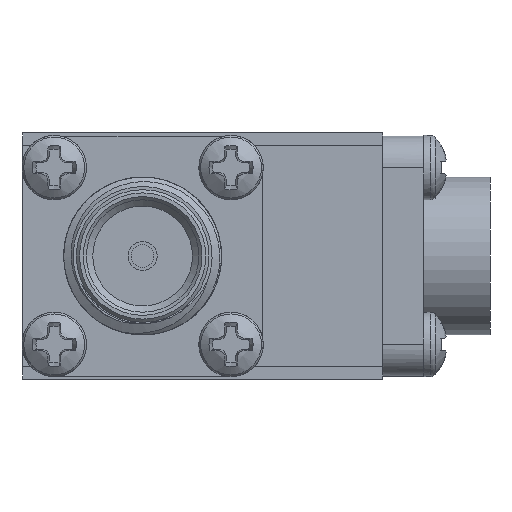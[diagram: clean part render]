
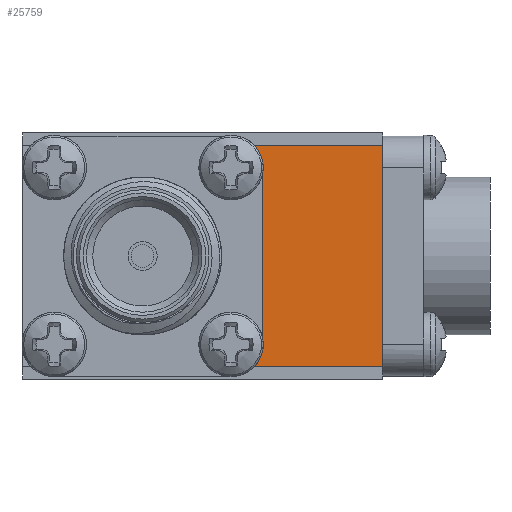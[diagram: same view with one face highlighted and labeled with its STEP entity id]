
A CAD part, left-side view. The second image highlights one B-rep face of the part: STEP entity #25759.
In plain terms, the highlighted planar face has unit normal (-1, 0, 0).
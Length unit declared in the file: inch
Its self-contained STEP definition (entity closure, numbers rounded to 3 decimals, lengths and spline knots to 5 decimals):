
#357 = CARTESIAN_POINT ( 'NONE',  ( -0.25, -0.08071, -0.175 ) ) ;
#366 = CARTESIAN_POINT ( 'NONE',  ( -0.25, -0.285, -0.175 ) ) ;
#405 = VERTEX_POINT ( 'NONE', #366 ) ;
#486 = DIRECTION ( 'NONE',  ( 0., 0., -1. ) ) ;
#837 = VERTEX_POINT ( 'NONE', #27388 ) ;
#895 = ORIENTED_EDGE ( 'NONE', *, *, #5296, .T. ) ;
#1455 = EDGE_CURVE ( 'NONE', #3270, #405, #25040, .T. ) ;
#1812 = DIRECTION ( 'NONE',  ( 0., 0., 1. ) ) ;
#3022 = EDGE_CURVE ( 'NONE', #25133, #6415, #26096, .T. ) ;
#3025 = DIRECTION ( 'NONE',  ( 0., -1., 0. ) ) ;
#3165 = AXIS2_PLACEMENT_3D ( 'NONE', #26170, #12597, #19299 ) ;
#3270 = VERTEX_POINT ( 'NONE', #357 ) ;
#3745 = EDGE_CURVE ( 'NONE', #10321, #405, #19583, .T. ) ;
#4084 = CARTESIAN_POINT ( 'NONE',  ( -0.25, -0.285, 0.195 ) ) ;
#4400 = ORIENTED_EDGE ( 'NONE', *, *, #27375, .F. ) ;
#5025 = CARTESIAN_POINT ( 'NONE',  ( -0.25, -0.285, 0.195 ) ) ;
#5296 = EDGE_CURVE ( 'NONE', #837, #3270, #21996, .T. ) ;
#5383 = EDGE_LOOP ( 'NONE', ( #30233, #10375, #4400, #895, #12111, #12734 ) ) ;
#5516 = CARTESIAN_POINT ( 'NONE',  ( -0.25, -0.285, -0.175 ) ) ;
#6084 = VECTOR ( 'NONE', #24937, 39.37008 ) ;
#6415 = VERTEX_POINT ( 'NONE', #18818 ) ;
#6944 = DIRECTION ( 'NONE',  ( 0., 0., 1. ) ) ;
#7148 = VECTOR ( 'NONE', #25039, 39.37008 ) ;
#8991 = DIRECTION ( 'NONE',  ( 1., 0., 0. ) ) ;
#9672 = CARTESIAN_POINT ( 'NONE',  ( -0.25, -0.045, 0.14 ) ) ;
#10321 = VERTEX_POINT ( 'NONE', #17295 ) ;
#10375 = ORIENTED_EDGE ( 'NONE', *, *, #3022, .T. ) ;
#10717 = CARTESIAN_POINT ( 'NONE',  ( -0.25, -0.285, 0.175 ) ) ;
#12111 = ORIENTED_EDGE ( 'NONE', *, *, #1455, .T. ) ;
#12597 = DIRECTION ( 'NONE',  ( 1., 0., 0. ) ) ;
#12734 = ORIENTED_EDGE ( 'NONE', *, *, #3745, .F. ) ;
#13408 = LINE ( 'NONE', #10717, #6084 ) ;
#15232 = EDGE_CURVE ( 'NONE', #10321, #25133, #13408, .T. ) ;
#15585 = CARTESIAN_POINT ( 'NONE',  ( -0.25, -0.095, 0.19 ) ) ;
#17250 = VECTOR ( 'NONE', #3025, 39.37008 ) ;
#17295 = CARTESIAN_POINT ( 'NONE',  ( -0.25, -0.285, 0.175 ) ) ;
#17915 = AXIS2_PLACEMENT_3D ( 'NONE', #5025, #19243, #486 ) ;
#17969 = LINE ( 'NONE', #15585, #23880 ) ;
#18818 = CARTESIAN_POINT ( 'NONE',  ( -0.25, -0.095, 0.14 ) ) ;
#19243 = DIRECTION ( 'NONE',  ( 1., 0., 0. ) ) ;
#19299 = DIRECTION ( 'NONE',  ( 0., 0., 1. ) ) ;
#19376 = FACE_OUTER_BOUND ( 'NONE', #5383, .T. ) ;
#19583 = LINE ( 'NONE', #4084, #7148 ) ;
#21996 = CIRCLE ( 'NONE', #3165, 0.05 ) ;
#23880 = VECTOR ( 'NONE', #1812, 39.37008 ) ;
#24937 = DIRECTION ( 'NONE',  ( 0., 1., 0. ) ) ;
#25039 = DIRECTION ( 'NONE',  ( 0., 0., -1. ) ) ;
#25040 = LINE ( 'NONE', #5516, #17250 ) ;
#25133 = VERTEX_POINT ( 'NONE', #29612 ) ;
#25759 = ADVANCED_FACE ( 'NONE', ( #19376 ), #28525, .F. ) ;
#26096 = CIRCLE ( 'NONE', #26370, 0.05 ) ;
#26170 = CARTESIAN_POINT ( 'NONE',  ( -0.25, -0.045, -0.14 ) ) ;
#26370 = AXIS2_PLACEMENT_3D ( 'NONE', #9672, #8991, #6944 ) ;
#27375 = EDGE_CURVE ( 'NONE', #837, #6415, #17969, .T. ) ;
#27388 = CARTESIAN_POINT ( 'NONE',  ( -0.25, -0.095, -0.14 ) ) ;
#28525 = PLANE ( 'NONE',  #17915 ) ;
#29612 = CARTESIAN_POINT ( 'NONE',  ( -0.25, -0.08071, 0.175 ) ) ;
#30233 = ORIENTED_EDGE ( 'NONE', *, *, #15232, .T. ) ;
